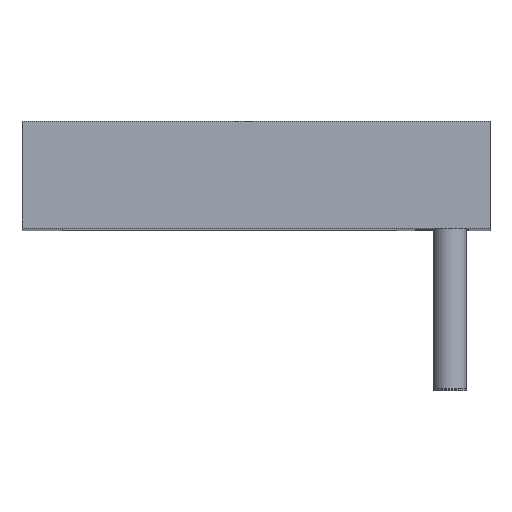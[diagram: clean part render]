
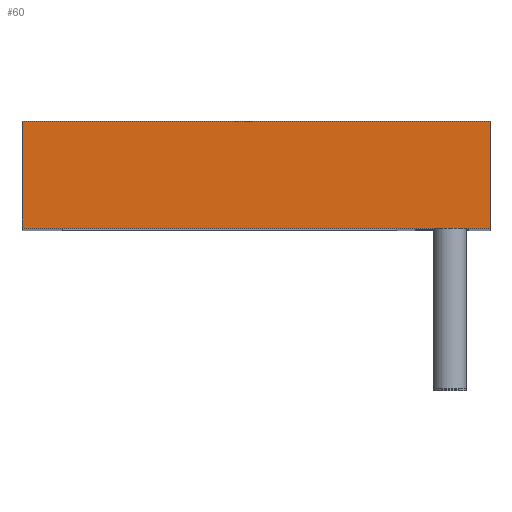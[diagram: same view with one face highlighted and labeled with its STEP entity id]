
A CAD part, top view. The second image highlights one B-rep face of the part: STEP entity #60.
In plain terms, the highlighted planar face has unit normal (0, 0, 1).
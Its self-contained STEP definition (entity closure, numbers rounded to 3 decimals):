
#60=ADVANCED_FACE('',(#135),#137,.T.);
#135=FACE_BOUND('',#136,.T.);
#136=EDGE_LOOP('',(#257,#258,#259,#260));
#137=PLANE('',#138);
#138=AXIS2_PLACEMENT_3D('',#139,#140,#141);
#139=CARTESIAN_POINT('',(-17.5,0.,55.));
#140=DIRECTION('',(0.,0.,1.));
#141=DIRECTION('',(1.,0.,0.));
#257=ORIENTED_EDGE('',*,*,#307,.T.);
#258=ORIENTED_EDGE('',*,*,#324,.T.);
#259=ORIENTED_EDGE('',*,*,#302,.F.);
#260=ORIENTED_EDGE('',*,*,#326,.F.);
#302=EDGE_CURVE('',#344,#339,#346,.T.);
#307=EDGE_CURVE('',#355,#356,#357,.T.);
#324=EDGE_CURVE('',#356,#339,#388,.T.);
#326=EDGE_CURVE('',#355,#344,#390,.T.);
#339=VERTEX_POINT('',#407);
#344=VERTEX_POINT('',#416);
#346=LINE('',#420,#421);
#355=VERTEX_POINT('',#439);
#356=VERTEX_POINT('',#440);
#357=LINE('',#441,#442);
#388=LINE('',#510,#511);
#390=LINE('',#516,#517);
#407=CARTESIAN_POINT('',(17.5,8.,55.));
#416=CARTESIAN_POINT('',(-17.5,8.,55.));
#420=CARTESIAN_POINT('',(-17.5,8.,55.));
#421=VECTOR('',#422,1.);
#422=DIRECTION('',(1.,0.,0.));
#439=CARTESIAN_POINT('',(-17.5,0.,55.));
#440=CARTESIAN_POINT('',(17.5,0.,55.));
#441=CARTESIAN_POINT('',(-17.5,0.,55.));
#442=VECTOR('',#443,1.);
#443=DIRECTION('',(1.,0.,0.));
#510=CARTESIAN_POINT('',(17.5,0.,55.));
#511=VECTOR('',#512,1.);
#512=DIRECTION('',(0.,1.,0.));
#516=CARTESIAN_POINT('',(-17.5,0.,55.));
#517=VECTOR('',#518,1.);
#518=DIRECTION('',(0.,1.,0.));
